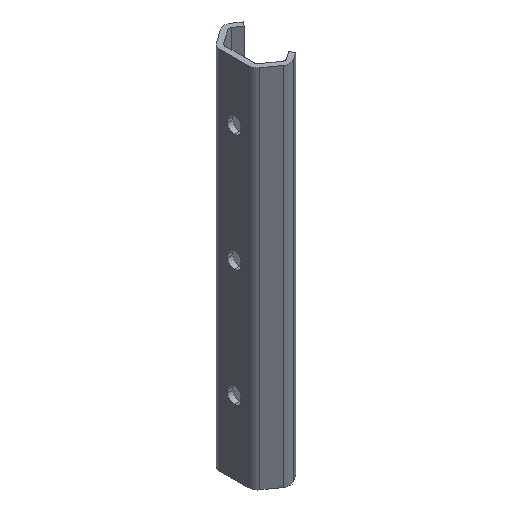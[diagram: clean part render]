
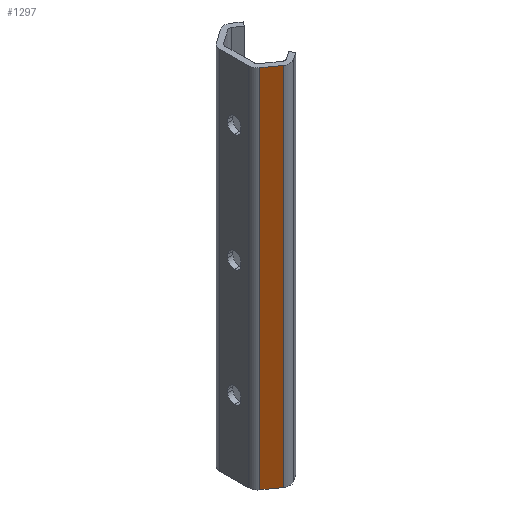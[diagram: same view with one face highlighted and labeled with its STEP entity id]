
A CAD part, isometric view. The second image highlights one B-rep face of the part: STEP entity #1297.
In plain terms, the highlighted planar face has unit normal (-0.574, -0.819, 0).
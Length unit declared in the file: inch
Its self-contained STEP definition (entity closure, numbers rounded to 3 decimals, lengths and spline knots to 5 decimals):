
#73 = DIRECTION ( 'NONE',  ( 0.819, -0.574, 0. ) ) ;
#279 = AXIS2_PLACEMENT_3D ( 'NONE', #1754, #875, #581 ) ;
#322 = EDGE_CURVE ( 'NONE', #1411, #1254, #539, .T. ) ;
#398 = LINE ( 'NONE', #1460, #1576 ) ;
#404 = VERTEX_POINT ( 'NONE', #1940 ) ;
#499 = ORIENTED_EDGE ( 'NONE', *, *, #1736, .F. ) ;
#513 = CARTESIAN_POINT ( 'NONE',  ( 0.10073, -0.58516, -9.8425 ) ) ;
#539 = LINE ( 'NONE', #985, #1193 ) ;
#581 = DIRECTION ( 'NONE',  ( 0.819, -0.574, 0. ) ) ;
#667 = DIRECTION ( 'NONE',  ( 0., 0., 1. ) ) ;
#691 = EDGE_LOOP ( 'NONE', ( #499, #1307, #776, #1869 ) ) ;
#706 = FACE_OUTER_BOUND ( 'NONE', #691, .T. ) ;
#776 = ORIENTED_EDGE ( 'NONE', *, *, #322, .T. ) ;
#780 = VECTOR ( 'NONE', #947, 39.37008 ) ;
#866 = VERTEX_POINT ( 'NONE', #1169 ) ;
#875 = DIRECTION ( 'NONE',  ( -0.574, -0.819, 0. ) ) ;
#890 = EDGE_CURVE ( 'NONE', #1254, #404, #1062, .T. ) ;
#947 = DIRECTION ( 'NONE',  ( 0., 0., 1. ) ) ;
#985 = CARTESIAN_POINT ( 'NONE',  ( 0.10073, -0.58516, -9.8425 ) ) ;
#995 = CARTESIAN_POINT ( 'NONE',  ( 0.47475, -0.84704, -9.8425 ) ) ;
#1043 = VECTOR ( 'NONE', #73, 39.37008 ) ;
#1062 = LINE ( 'NONE', #1688, #780 ) ;
#1169 = CARTESIAN_POINT ( 'NONE',  ( 0.10073, -0.58516, 0. ) ) ;
#1193 = VECTOR ( 'NONE', #1585, 39.37008 ) ;
#1254 = VERTEX_POINT ( 'NONE', #995 ) ;
#1296 = CARTESIAN_POINT ( 'NONE',  ( 0.10073, -0.58516, 0. ) ) ;
#1297 = ADVANCED_FACE ( 'NONE', ( #706 ), #1630, .T. ) ;
#1307 = ORIENTED_EDGE ( 'NONE', *, *, #1734, .F. ) ;
#1411 = VERTEX_POINT ( 'NONE', #513 ) ;
#1452 = LINE ( 'NONE', #1296, #1043 ) ;
#1460 = CARTESIAN_POINT ( 'NONE',  ( 0.10073, -0.58516, -9.8425 ) ) ;
#1576 = VECTOR ( 'NONE', #667, 39.37008 ) ;
#1585 = DIRECTION ( 'NONE',  ( 0.819, -0.574, 0. ) ) ;
#1630 = PLANE ( 'NONE',  #279 ) ;
#1688 = CARTESIAN_POINT ( 'NONE',  ( 0.47475, -0.84704, -9.8425 ) ) ;
#1734 = EDGE_CURVE ( 'NONE', #1411, #866, #398, .T. ) ;
#1736 = EDGE_CURVE ( 'NONE', #866, #404, #1452, .T. ) ;
#1754 = CARTESIAN_POINT ( 'NONE',  ( 0.10073, -0.58516, -9.8425 ) ) ;
#1869 = ORIENTED_EDGE ( 'NONE', *, *, #890, .T. ) ;
#1940 = CARTESIAN_POINT ( 'NONE',  ( 0.47475, -0.84704, 0. ) ) ;
